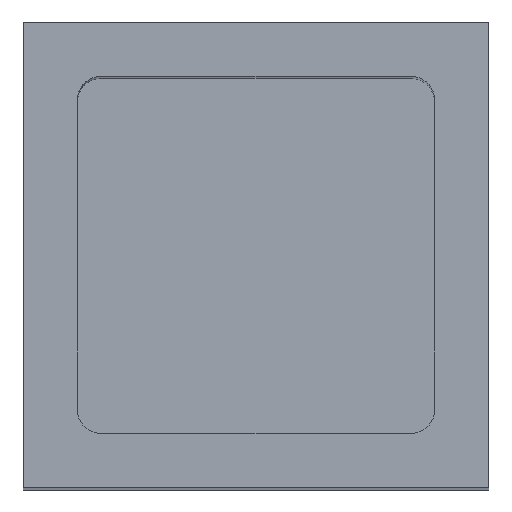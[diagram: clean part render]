
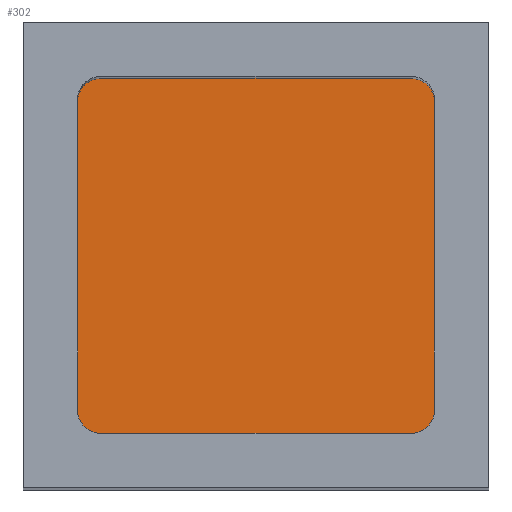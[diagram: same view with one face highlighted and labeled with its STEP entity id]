
A CAD part, top view. The second image highlights one B-rep face of the part: STEP entity #302.
In plain terms, the highlighted planar face has unit normal (0, 0, 1).
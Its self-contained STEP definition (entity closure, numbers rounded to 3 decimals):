
#13=DIRECTION('',(0.,0.,1.));
#14=DIRECTION('',(1.,0.,0.));
#59=VECTOR('',#60,1.);
#60=DIRECTION('',(0.,1.,0.));
#79=VECTOR('',#14,1.);
#118=DIRECTION('',(0.,0.,-1.));
#124=VECTOR('',#125,1.);
#125=DIRECTION('',(0.,-1.,0.));
#138=VECTOR('',#139,1.);
#139=DIRECTION('',(-1.,0.,0.));
#195=VERTEX_POINT('',#196);
#196=CARTESIAN_POINT('',(-0.847,-0.974,1.));
#201=VERTEX_POINT('',#202);
#202=CARTESIAN_POINT('',(0.847,-0.974,1.));
#205=EDGE_CURVE('',#195,#201,#206,.T.);
#206=LINE('',#196,#79);
#214=VERTEX_POINT('',#215);
#215=CARTESIAN_POINT('',(0.974,-0.847,1.));
#217=ORIENTED_EDGE('',*,*,#218,.F.);
#218=EDGE_CURVE('',#214,#201,#219,.T.);
#219=CIRCLE('',#220,0.127);
#220=AXIS2_PLACEMENT_3D('',#221,#118,#60);
#221=CARTESIAN_POINT('',(0.847,-0.847,1.));
#229=VERTEX_POINT('',#230);
#230=CARTESIAN_POINT('',(0.974,0.847,1.));
#233=EDGE_CURVE('',#214,#229,#234,.T.);
#234=LINE('',#215,#59);
#242=VERTEX_POINT('',#243);
#243=CARTESIAN_POINT('',(0.847,0.974,1.));
#245=ORIENTED_EDGE('',*,*,#246,.F.);
#246=EDGE_CURVE('',#242,#229,#247,.T.);
#247=CIRCLE('',#248,0.127);
#248=AXIS2_PLACEMENT_3D('',#249,#118,#139);
#249=CARTESIAN_POINT('',(0.847,0.847,1.));
#257=VERTEX_POINT('',#258);
#258=CARTESIAN_POINT('',(-0.847,0.974,1.));
#261=EDGE_CURVE('',#242,#257,#262,.T.);
#262=LINE('',#243,#138);
#270=VERTEX_POINT('',#271);
#271=CARTESIAN_POINT('',(-0.974,0.847,1.));
#273=ORIENTED_EDGE('',*,*,#274,.F.);
#274=EDGE_CURVE('',#270,#257,#275,.T.);
#275=CIRCLE('',#276,0.127);
#276=AXIS2_PLACEMENT_3D('',#277,#118,#125);
#277=CARTESIAN_POINT('',(-0.847,0.847,1.));
#285=VERTEX_POINT('',#286);
#286=CARTESIAN_POINT('',(-0.974,-0.847,1.));
#289=EDGE_CURVE('',#270,#285,#290,.T.);
#290=LINE('',#271,#124);
#296=ORIENTED_EDGE('',*,*,#297,.F.);
#297=EDGE_CURVE('',#195,#285,#298,.T.);
#298=CIRCLE('',#299,0.127);
#299=AXIS2_PLACEMENT_3D('',#300,#118,#14);
#300=CARTESIAN_POINT('',(-0.847,-0.847,1.));
#302=ADVANCED_FACE('',(#303),#309,.T.);
#303=FACE_BOUND('',#304,.T.);
#304=EDGE_LOOP('',(#296,#305,#217,#306,#245,#307,#273,#308));
#305=ORIENTED_EDGE('',*,*,#205,.T.);
#306=ORIENTED_EDGE('',*,*,#233,.T.);
#307=ORIENTED_EDGE('',*,*,#261,.T.);
#308=ORIENTED_EDGE('',*,*,#289,.T.);
#309=PLANE('',#310);
#310=AXIS2_PLACEMENT_3D('',#311,#13,#14);
#311=CARTESIAN_POINT('',(0.,0.,1.));
